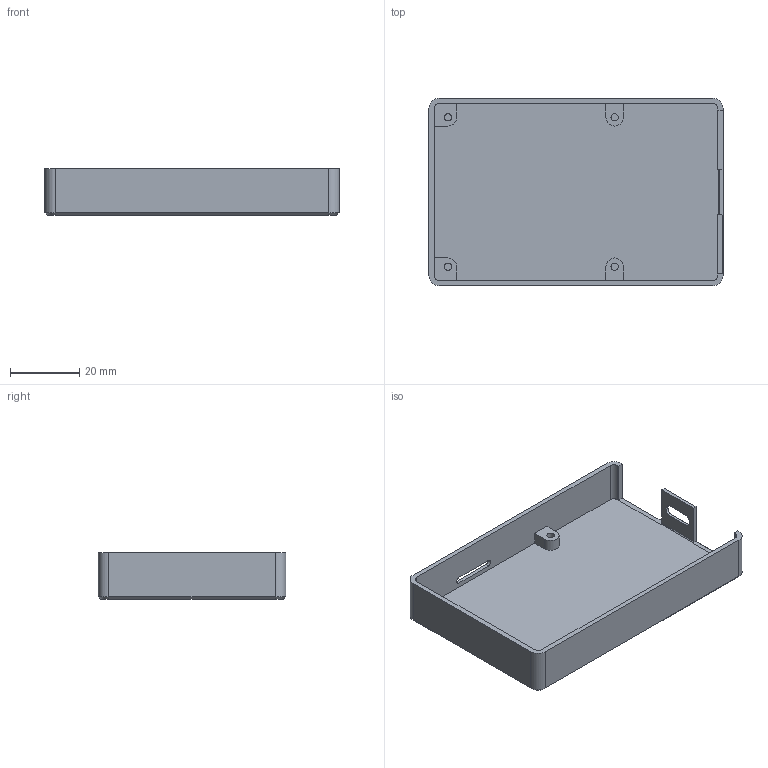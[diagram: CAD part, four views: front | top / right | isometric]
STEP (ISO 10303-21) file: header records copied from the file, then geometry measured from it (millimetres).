
FILE_DESCRIPTION(('FreeCAD Model'),'2;1');
FILE_NAME('Open CASCADE Shape Model','2024-05-06T06:24:53',(''),(''), 'Open CASCADE STEP processor 7.6','FreeCAD','Unknown');
FILE_SCHEMA(('AUTOMOTIVE_DESIGN { 1 0 10303 214 1 1 1 1 }'));
Length unit declared in the file: millimetre
Products named in the file (1): Box
Bounding box: 84.75 x 54 x 13.5 mm (x, y, z)
Volume: 11271.4 mm3; surface area: 15194.8 mm2
Topology: 1 solids, 1 shells, 78 faces, 202 edges, 130 vertices
Faces by surface type: plane 50, cylinder 20, cone 8
Full cylindrical faces by diameter (mm): 2.1 x4
Entity records: 2392 total; most frequent: CARTESIAN_POINT 411, DIRECTION 408, ORIENTED_EDGE 404, EDGE_CURVE 202, LINE 154, VECTOR 154, VERTEX_POINT 130, AXIS2_PLACEMENT_3D 127
